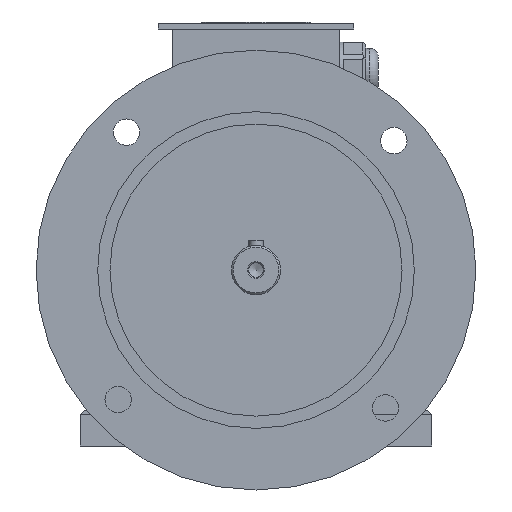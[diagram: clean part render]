
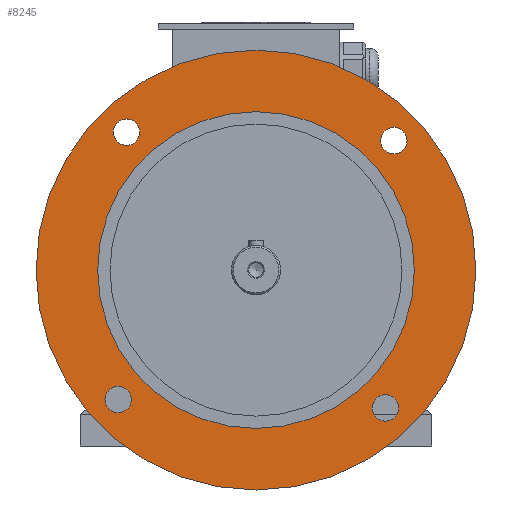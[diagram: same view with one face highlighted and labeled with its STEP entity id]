
A CAD part, front view. The second image highlights one B-rep face of the part: STEP entity #8245.
In plain terms, the highlighted planar face has unit normal (0, -1, 0).
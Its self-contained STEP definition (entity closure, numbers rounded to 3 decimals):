
#214=CIRCLE('',#8585,7.5);
#216=CIRCLE('',#8588,7.5);
#218=CIRCLE('',#8591,7.5);
#223=CIRCLE('',#8598,90.);
#227=CIRCLE('',#8605,125.);
#228=CIRCLE('',#8607,7.5);
#484=ORIENTED_EDGE('',*,*,#2250,.F.);
#485=ORIENTED_EDGE('',*,*,#2252,.F.);
#486=ORIENTED_EDGE('',*,*,#2254,.F.);
#487=ORIENTED_EDGE('',*,*,#2264,.F.);
#488=ORIENTED_EDGE('',*,*,#2263,.F.);
#489=ORIENTED_EDGE('',*,*,#2259,.T.);
#2250=EDGE_CURVE('',#3143,#3143,#214,.T.);
#2252=EDGE_CURVE('',#3145,#3145,#216,.T.);
#2254=EDGE_CURVE('',#3147,#3147,#218,.T.);
#2259=EDGE_CURVE('',#3152,#3152,#223,.T.);
#2263=EDGE_CURVE('',#3156,#3156,#227,.T.);
#2264=EDGE_CURVE('',#3157,#3157,#228,.T.);
#3143=VERTEX_POINT('',#10980);
#3145=VERTEX_POINT('',#10985);
#3147=VERTEX_POINT('',#10990);
#3152=VERTEX_POINT('',#11002);
#3156=VERTEX_POINT('',#11013);
#3157=VERTEX_POINT('',#11016);
#4904=EDGE_LOOP('',(#484));
#4905=EDGE_LOOP('',(#485));
#4906=EDGE_LOOP('',(#486));
#4907=EDGE_LOOP('',(#487));
#4908=EDGE_LOOP('',(#488));
#4909=EDGE_LOOP('',(#489));
#5294=FACE_BOUND('',#4904,.T.);
#5295=FACE_BOUND('',#4905,.T.);
#5296=FACE_BOUND('',#4906,.T.);
#5297=FACE_BOUND('',#4907,.T.);
#5298=FACE_BOUND('',#4908,.T.);
#5299=FACE_BOUND('',#4909,.T.);
#5665=PLANE('',#8606);
#8245=ADVANCED_FACE('',(#5294,#5295,#5296,#5297,#5298,#5299),#5665,.F.);
#8585=AXIS2_PLACEMENT_3D('',#10979,#9206,#9207);
#8588=AXIS2_PLACEMENT_3D('',#10984,#9212,#9213);
#8591=AXIS2_PLACEMENT_3D('',#10989,#9218,#9219);
#8598=AXIS2_PLACEMENT_3D('',#11001,#9232,#9233);
#8605=AXIS2_PLACEMENT_3D('',#11012,#9246,#9247);
#8606=AXIS2_PLACEMENT_3D('',#11014,#9248,#9249);
#8607=AXIS2_PLACEMENT_3D('',#11015,#9250,#9251);
#9206=DIRECTION('',(0.,-1.,0.));
#9207=DIRECTION('',(0.,0.,1.));
#9212=DIRECTION('',(0.,-1.,0.));
#9213=DIRECTION('',(-1.,0.,0.));
#9218=DIRECTION('',(0.,-1.,0.));
#9219=DIRECTION('',(0.,0.,-1.));
#9232=DIRECTION('',(0.,1.,0.));
#9233=DIRECTION('',(0.,0.,1.));
#9246=DIRECTION('',(0.,1.,0.));
#9247=DIRECTION('',(1.,0.,0.));
#9248=DIRECTION('',(0.,1.,0.));
#9249=DIRECTION('',(0.,0.,1.));
#9250=DIRECTION('',(0.,-1.,0.));
#9251=DIRECTION('',(1.,0.,0.));
#10979=CARTESIAN_POINT('',(-78.37,-35.,-73.582));
#10980=CARTESIAN_POINT('',(-78.37,-35.,-66.082));
#10984=CARTESIAN_POINT('',(73.582,-35.,-78.37));
#10985=CARTESIAN_POINT('',(66.082,-35.,-78.37));
#10989=CARTESIAN_POINT('',(78.37,-35.,73.582));
#10990=CARTESIAN_POINT('',(78.37,-35.,66.082));
#11001=CARTESIAN_POINT('',(0.,-35.,0.));
#11002=CARTESIAN_POINT('',(0.,-35.,90.));
#11012=CARTESIAN_POINT('',(0.,-35.,0.));
#11013=CARTESIAN_POINT('',(125.,-35.,0.));
#11014=CARTESIAN_POINT('',(0.,-35.,0.));
#11015=CARTESIAN_POINT('',(-73.582,-35.,78.37));
#11016=CARTESIAN_POINT('',(-66.082,-35.,78.37));
